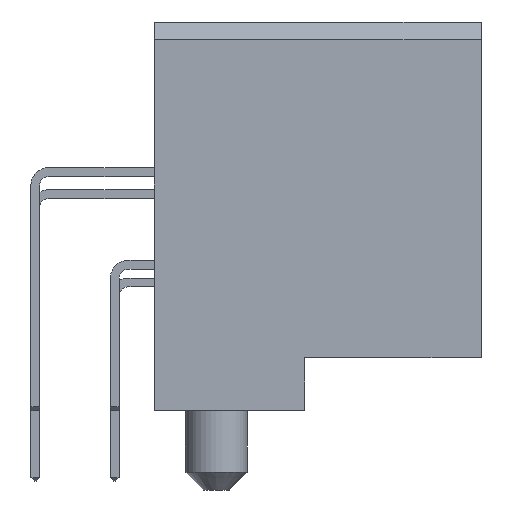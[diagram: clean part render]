
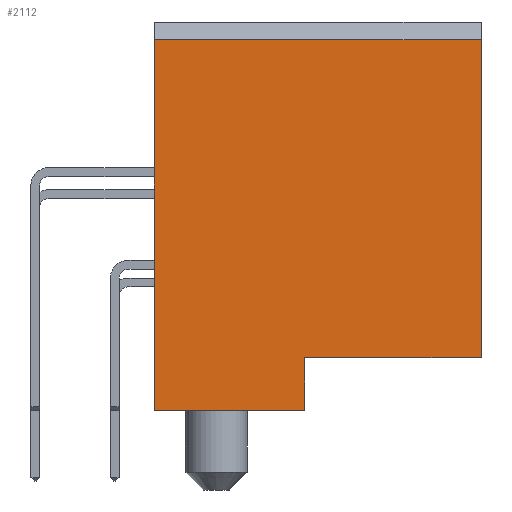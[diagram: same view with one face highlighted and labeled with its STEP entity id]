
A CAD part, left-side view. The second image highlights one B-rep face of the part: STEP entity #2112.
In plain terms, the highlighted planar face has unit normal (-1, 0, 0).
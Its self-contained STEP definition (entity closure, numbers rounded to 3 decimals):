
#498 = VERTEX_POINT('',#499);
#499 = CARTESIAN_POINT('',(-50.5,-25.25,3.));
#505 = EDGE_CURVE('',#498,#506,#508,.T.);
#506 = VERTEX_POINT('',#507);
#507 = CARTESIAN_POINT('',(-50.5,-25.25,21.));
#508 = LINE('',#509,#510);
#509 = CARTESIAN_POINT('',(-50.5,-25.25,3.));
#510 = VECTOR('',#511,1.);
#511 = DIRECTION('',(0.,0.,1.));
#2069 = VERTEX_POINT('',#2070);
#2070 = CARTESIAN_POINT('',(-50.5,-6.75,21.));
#2078 = EDGE_CURVE('',#2069,#506,#2079,.T.);
#2079 = LINE('',#2080,#2081);
#2080 = CARTESIAN_POINT('',(-50.5,-6.75,21.));
#2081 = VECTOR('',#2082,1.);
#2082 = DIRECTION('',(0.,-1.,0.));
#2112 = ADVANCED_FACE('',(#2113),#2147,.T.);
#2113 = FACE_BOUND('',#2114,.T.);
#2114 = EDGE_LOOP('',(#2115,#2123,#2131,#2139,#2145,#2146));
#2115 = ORIENTED_EDGE('',*,*,#2116,.F.);
#2116 = EDGE_CURVE('',#2117,#2069,#2119,.T.);
#2117 = VERTEX_POINT('',#2118);
#2118 = CARTESIAN_POINT('',(-50.5,-6.75,0.));
#2119 = LINE('',#2120,#2121);
#2120 = CARTESIAN_POINT('',(-50.5,-6.75,3.));
#2121 = VECTOR('',#2122,1.);
#2122 = DIRECTION('',(0.,0.,1.));
#2123 = ORIENTED_EDGE('',*,*,#2124,.T.);
#2124 = EDGE_CURVE('',#2117,#2125,#2127,.T.);
#2125 = VERTEX_POINT('',#2126);
#2126 = CARTESIAN_POINT('',(-50.5,-15.25,0.));
#2127 = LINE('',#2128,#2129);
#2128 = CARTESIAN_POINT('',(-50.5,-6.75,0.));
#2129 = VECTOR('',#2130,1.);
#2130 = DIRECTION('',(0.,-1.,0.));
#2131 = ORIENTED_EDGE('',*,*,#2132,.T.);
#2132 = EDGE_CURVE('',#2125,#2133,#2135,.T.);
#2133 = VERTEX_POINT('',#2134);
#2134 = CARTESIAN_POINT('',(-50.5,-15.25,3.));
#2135 = LINE('',#2136,#2137);
#2136 = CARTESIAN_POINT('',(-50.5,-15.25,0.));
#2137 = VECTOR('',#2138,1.);
#2138 = DIRECTION('',(0.,0.,1.));
#2139 = ORIENTED_EDGE('',*,*,#2140,.T.);
#2140 = EDGE_CURVE('',#2133,#498,#2141,.T.);
#2141 = LINE('',#2142,#2143);
#2142 = CARTESIAN_POINT('',(-50.5,-6.75,3.));
#2143 = VECTOR('',#2144,1.);
#2144 = DIRECTION('',(0.,-1.,0.));
#2145 = ORIENTED_EDGE('',*,*,#505,.T.);
#2146 = ORIENTED_EDGE('',*,*,#2078,.F.);
#2147 = PLANE('',#2148);
#2148 = AXIS2_PLACEMENT_3D('',#2149,#2150,#2151);
#2149 = CARTESIAN_POINT('',(-50.5,-15.63,11.37));
#2150 = DIRECTION('',(-1.,0.,0.));
#2151 = DIRECTION('',(0.,1.,0.));
